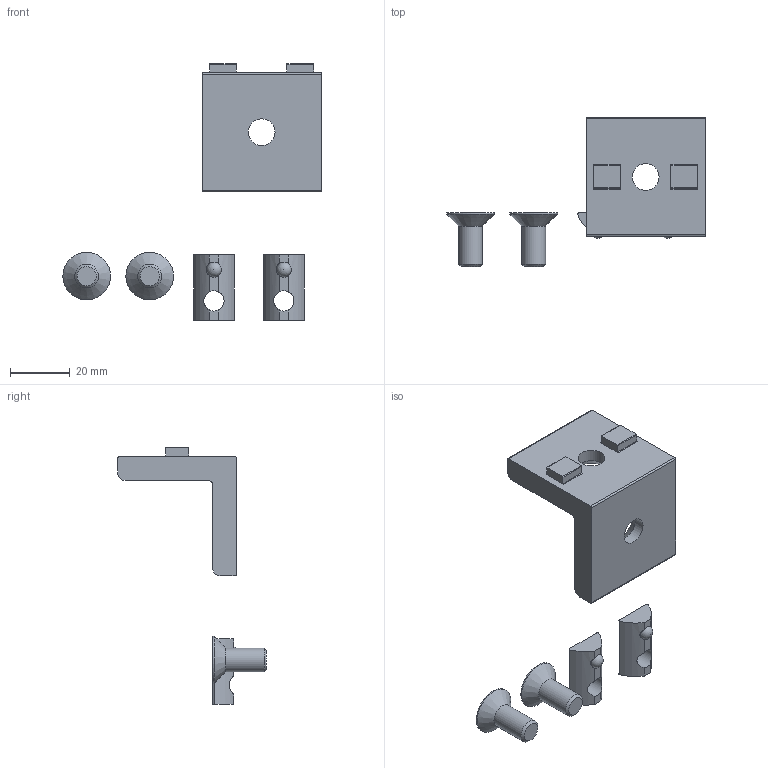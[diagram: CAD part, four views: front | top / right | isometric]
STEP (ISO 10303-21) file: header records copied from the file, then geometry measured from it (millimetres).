
FILE_DESCRIPTION(/* description */ ('STEP AP214'),/* implementation_level */ '2;1');
FILE_NAME(/* name */ '093WI40N08S01',/* time_stamp */ '2022-07-08T09:57:57+02:00',/* author */ ('License CC BY-ND 4.0'),/* organization */ ('CADENAS'),/* preprocessor_version */ 'ST-DEVELOPER v18.102',/* originating_system */ 'PARTsolutions',/* authorisation */ ' ');
FILE_SCHEMA (('AUTOMOTIVE_DESIGN {1 0 10303 214 3 1 1}'));
Length unit declared in the file: millimetre
Products named in the file (4): 093WI40N08S01; 093WI40N08S01_part2; 093WI40N08S01_part3; 093WI40N08S01_part1
Assembly tree (5 placements, depth 2):
  093WI40N08S01
    093WI40N08S01_part2  x2
    093WI40N08S01_part3  x2
    093WI40N08S01_part1
Bounding box: 86.8 x 50 x 86.17 mm (x, y, z)
Volume: 26489.4 mm3; surface area: 11687.7 mm2
Topology: 5 solids, 7 shells, 102 faces, 256 edges, 166 vertices
Faces by surface type: plane 54, cylinder 34, cone 10, sphere 4
Full cylindrical faces by diameter (mm): 5.05 x4, 6.8 x2, 8 x2, 9 x2, 16 x2
Entity records: 2109 total; most frequent: CARTESIAN_POINT 367, DIRECTION 358, ORIENTED_EDGE 310, EDGE_CURVE 155, AXIS2_PLACEMENT_3D 132, VERTEX_POINT 109, LINE 94, VECTOR 94
